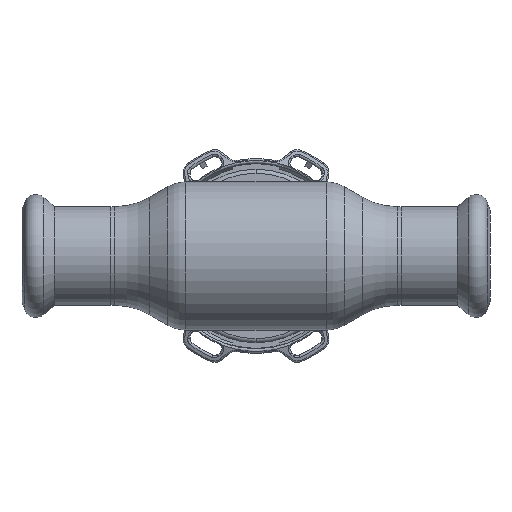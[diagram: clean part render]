
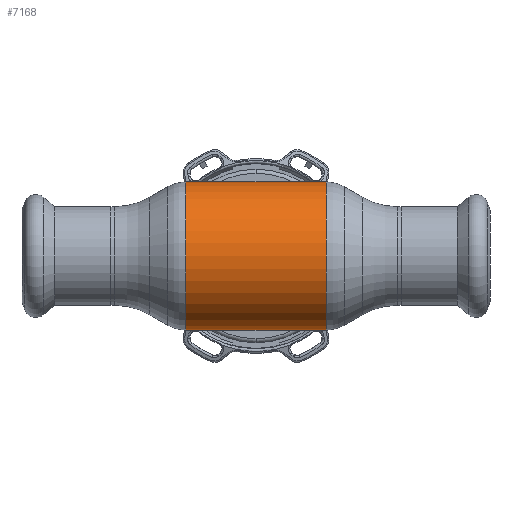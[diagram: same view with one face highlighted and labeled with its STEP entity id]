
A CAD part, front view. The second image highlights one B-rep face of the part: STEP entity #7168.
In plain terms, the highlighted cylindrical face has radius 19 mm (diameter 38 mm), a partial arc.
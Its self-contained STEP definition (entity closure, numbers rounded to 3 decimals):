
#308 = EDGE_CURVE ( 'NONE', #1054, #35529, #7820, .T. ) ;
#351 = DIRECTION ( 'NONE',  ( 0., 0., 1. ) ) ;
#1054 = VERTEX_POINT ( 'NONE', #21743 ) ;
#3091 = DIRECTION ( 'NONE',  ( -1., 0., 0. ) ) ;
#3267 = CIRCLE ( 'NONE', #14347, 19. ) ;
#4425 = VERTEX_POINT ( 'NONE', #16139 ) ;
#5084 = FACE_OUTER_BOUND ( 'NONE', #9320, .T. ) ;
#5340 = EDGE_CURVE ( 'NONE', #22370, #4425, #3267, .T. ) ;
#6271 = CARTESIAN_POINT ( 'NONE',  ( -18.088, 0., 0. ) ) ;
#7168 = ADVANCED_FACE ( 'NONE', ( #5084 ), #24484, .T. ) ;
#7820 = CIRCLE ( 'NONE', #8985, 19. ) ;
#8985 = AXIS2_PLACEMENT_3D ( 'NONE', #16776, #3091, #351 ) ;
#9320 = EDGE_LOOP ( 'NONE', ( #11323, #24917, #14751, #29490 ) ) ;
#9925 = AXIS2_PLACEMENT_3D ( 'NONE', #10574, #35768, #16917 ) ;
#10374 = DIRECTION ( 'NONE',  ( -1., 0., 0. ) ) ;
#10574 = CARTESIAN_POINT ( 'NONE',  ( -62.69, 0., 0. ) ) ;
#11323 = ORIENTED_EDGE ( 'NONE', *, *, #15630, .F. ) ;
#11413 = VECTOR ( 'NONE', #36072, 1000. ) ;
#11986 = DIRECTION ( 'NONE',  ( -1., 0., 0. ) ) ;
#13416 = CARTESIAN_POINT ( 'NONE',  ( -18.088, 0., -19. ) ) ;
#13791 = LINE ( 'NONE', #22352, #11413 ) ;
#14347 = AXIS2_PLACEMENT_3D ( 'NONE', #6271, #11986, #34590 ) ;
#14751 = ORIENTED_EDGE ( 'NONE', *, *, #18066, .T. ) ;
#15630 = EDGE_CURVE ( 'NONE', #1054, #22370, #13791, .T. ) ;
#16139 = CARTESIAN_POINT ( 'NONE',  ( -18.088, 0., 19. ) ) ;
#16776 = CARTESIAN_POINT ( 'NONE',  ( 18.088, 0., 0. ) ) ;
#16917 = DIRECTION ( 'NONE',  ( 0., 0., 1. ) ) ;
#18066 = EDGE_CURVE ( 'NONE', #35529, #4425, #29717, .T. ) ;
#21334 = CARTESIAN_POINT ( 'NONE',  ( -62.69, 0., 19. ) ) ;
#21743 = CARTESIAN_POINT ( 'NONE',  ( 18.088, 0., -19. ) ) ;
#22352 = CARTESIAN_POINT ( 'NONE',  ( -62.69, 0., -19. ) ) ;
#22370 = VERTEX_POINT ( 'NONE', #13416 ) ;
#22537 = VECTOR ( 'NONE', #10374, 1000. ) ;
#24484 = CYLINDRICAL_SURFACE ( 'NONE', #9925, 19. ) ;
#24917 = ORIENTED_EDGE ( 'NONE', *, *, #308, .T. ) ;
#26528 = CARTESIAN_POINT ( 'NONE',  ( 18.088, 0., 19. ) ) ;
#29490 = ORIENTED_EDGE ( 'NONE', *, *, #5340, .F. ) ;
#29717 = LINE ( 'NONE', #21334, #22537 ) ;
#34590 = DIRECTION ( 'NONE',  ( 0., 0., 1. ) ) ;
#35529 = VERTEX_POINT ( 'NONE', #26528 ) ;
#35768 = DIRECTION ( 'NONE',  ( -1., 0., 0. ) ) ;
#36072 = DIRECTION ( 'NONE',  ( -1., 0., 0. ) ) ;
